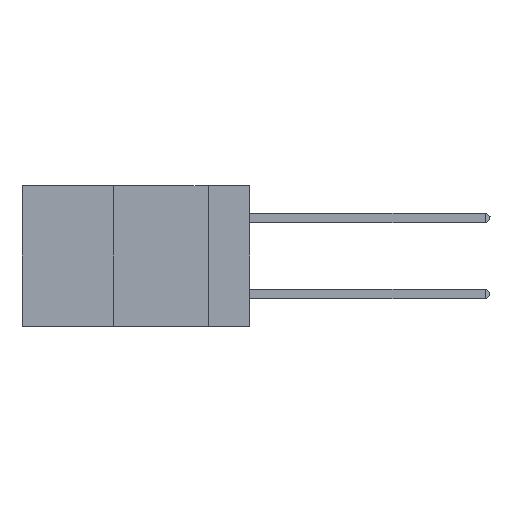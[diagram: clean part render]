
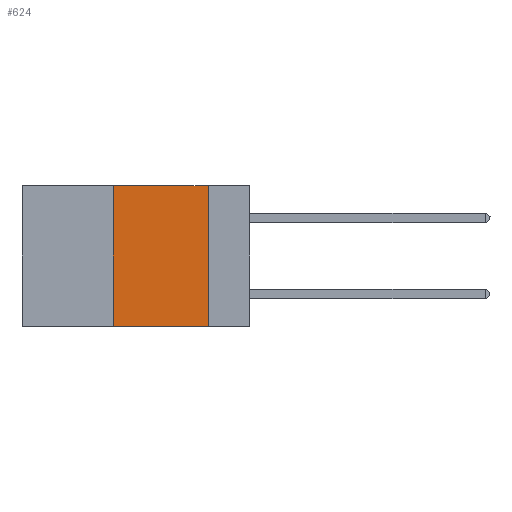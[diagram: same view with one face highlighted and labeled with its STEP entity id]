
A CAD part, left-side view. The second image highlights one B-rep face of the part: STEP entity #624.
In plain terms, the highlighted planar face has unit normal (-1, 0, 0).
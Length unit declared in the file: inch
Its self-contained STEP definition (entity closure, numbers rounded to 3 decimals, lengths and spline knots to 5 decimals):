
#545 = DIRECTION ( 'NONE',  ( 0., 0., -1. ) ) ;
#555 = LINE ( 'NONE', #3461, #6903 ) ;
#591 = LINE ( 'NONE', #6026, #8616 ) ;
#624 = ADVANCED_FACE ( 'NONE', ( #6867 ), #2297, .F. ) ;
#722 = ORIENTED_EDGE ( 'NONE', *, *, #4832, .F. ) ;
#855 = LINE ( 'NONE', #1669, #7887 ) ;
#883 = CARTESIAN_POINT ( 'NONE',  ( 0., 0.6, 0. ) ) ;
#1057 = EDGE_CURVE ( 'NONE', #2874, #7745, #555, .T. ) ;
#1141 = AXIS2_PLACEMENT_3D ( 'NONE', #5986, #2100, #10100 ) ;
#1362 = EDGE_CURVE ( 'NONE', #2874, #2645, #855, .T. ) ;
#1669 = CARTESIAN_POINT ( 'NONE',  ( 0., 0.36, 0. ) ) ;
#2100 = DIRECTION ( 'NONE',  ( 1., 0., 0. ) ) ;
#2297 = PLANE ( 'NONE',  #1141 ) ;
#2645 = VERTEX_POINT ( 'NONE', #5273 ) ;
#2703 = DIRECTION ( 'NONE',  ( 0., -1., 0. ) ) ;
#2874 = VERTEX_POINT ( 'NONE', #6358 ) ;
#3042 = EDGE_LOOP ( 'NONE', ( #722, #9906, #4519, #9810 ) ) ;
#3461 = CARTESIAN_POINT ( 'NONE',  ( 0., 0.6, -0.37 ) ) ;
#4256 = CARTESIAN_POINT ( 'NONE',  ( 0., 0.11, -0.37 ) ) ;
#4519 = ORIENTED_EDGE ( 'NONE', *, *, #1362, .F. ) ;
#4759 = DIRECTION ( 'NONE',  ( 0., 0., 1. ) ) ;
#4832 = EDGE_CURVE ( 'NONE', #8908, #7745, #591, .T. ) ;
#5119 = CARTESIAN_POINT ( 'NONE',  ( 0., 0.11, 0. ) ) ;
#5273 = CARTESIAN_POINT ( 'NONE',  ( 0., 0.36, 0. ) ) ;
#5986 = CARTESIAN_POINT ( 'NONE',  ( 0., 0.6, 0. ) ) ;
#6026 = CARTESIAN_POINT ( 'NONE',  ( 0., 0.11, 0. ) ) ;
#6358 = CARTESIAN_POINT ( 'NONE',  ( 0., 0.36, -0.37 ) ) ;
#6826 = VECTOR ( 'NONE', #7197, 39.37008 ) ;
#6867 = FACE_OUTER_BOUND ( 'NONE', #3042, .T. ) ;
#6903 = VECTOR ( 'NONE', #2703, 39.37008 ) ;
#7157 = EDGE_CURVE ( 'NONE', #2645, #8908, #7868, .T. ) ;
#7197 = DIRECTION ( 'NONE',  ( 0., -1., 0. ) ) ;
#7745 = VERTEX_POINT ( 'NONE', #4256 ) ;
#7868 = LINE ( 'NONE', #883, #6826 ) ;
#7887 = VECTOR ( 'NONE', #4759, 39.37008 ) ;
#8616 = VECTOR ( 'NONE', #545, 39.37008 ) ;
#8908 = VERTEX_POINT ( 'NONE', #5119 ) ;
#9810 = ORIENTED_EDGE ( 'NONE', *, *, #1057, .T. ) ;
#9906 = ORIENTED_EDGE ( 'NONE', *, *, #7157, .F. ) ;
#10100 = DIRECTION ( 'NONE',  ( 0., 0., -1. ) ) ;
